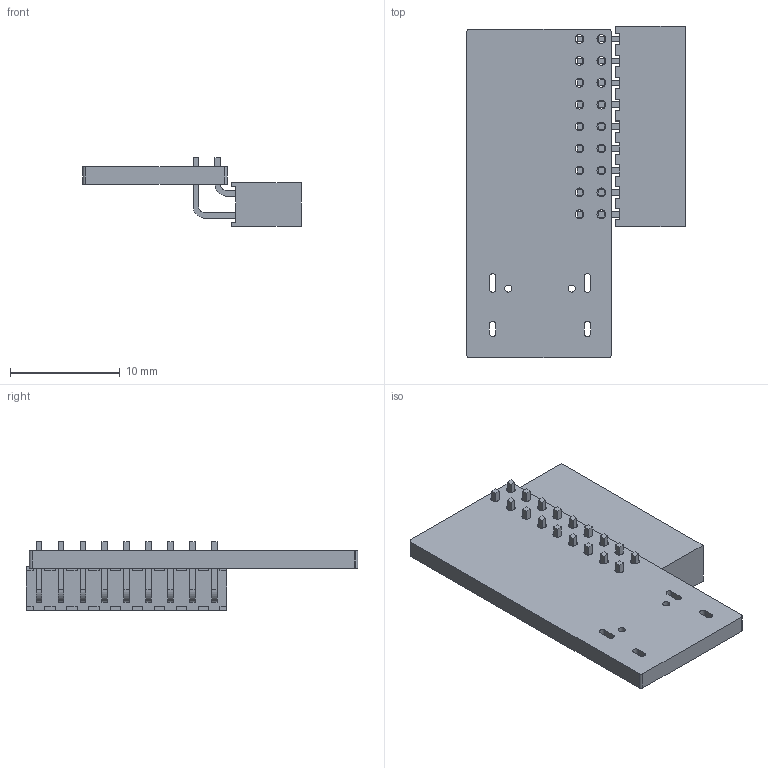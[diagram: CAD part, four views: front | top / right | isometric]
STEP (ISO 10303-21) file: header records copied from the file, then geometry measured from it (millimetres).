
FILE_DESCRIPTION(('KiCad electronic assembly'),'2;1');
FILE_NAME('aditBoard.step','2025-02-13T10:11:12',('Pcbnew'),('Kicad'), 'Open CASCADE STEP processor 7.7','KiCad to STEP converter','Unknown' );
FILE_SCHEMA(('AUTOMOTIVE_DESIGN { 1 0 10303 214 1 1 1 1 }'));
Length unit declared in the file: millimetre
Products named in the file (4): aditBoard 1; SAMTEC-SQT-109-01-X-D-RA; SQT-109-01-F-D-RA; aditBoard_PCB
Assembly tree (3 placements, depth 3):
  aditBoard 1
    SAMTEC-SQT-109-01-X-D-RA
      SQT-109-01-F-D-RA
    aditBoard_PCB
Bounding box: 19.93 x 30.22 x 6.29 mm (x, y, z)
Volume: 1080.4 mm3; surface area: 2133.8 mm2
Topology: 3 solids, 3 shells, 587 faces, 1581 edges, 1054 vertices
Faces by surface type: plane 501, cylinder 86
Full cylindrical faces by diameter (mm): 0.65 x2, 0.8 x18
Entity records: 18353 total; most frequent: CARTESIAN_POINT 3226, ORIENTED_EDGE 3162, DIRECTION 2935, EDGE_CURVE 1581, LINE 1409, VECTOR 1409, VERTEX_POINT 1054, AXIS2_PLACEMENT_3D 763
